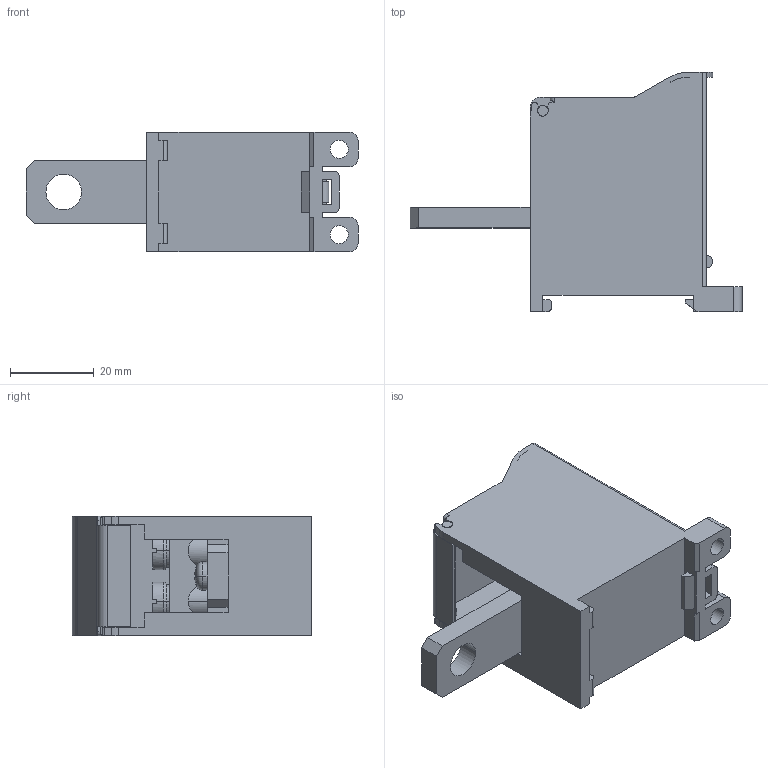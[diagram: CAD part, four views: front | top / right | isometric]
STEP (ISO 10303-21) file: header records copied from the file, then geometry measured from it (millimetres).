
FILE_DESCRIPTION((''),'2;1');
FILE_NAME('5YB576346_ASM','2023-12-04T',('dell'),(''),'PRO/ENGINEER BY PARAMETRIC TECHNOLOGY CORPORATION, 2013230','PRO/ENGINEER BY PARAMETRIC TECHNOLOGY CORPORATION, 2013230','');
FILE_SCHEMA(('AUTOMOTIVE_DESIGN { 1 0 10303 214 1 1 1 1 }'));
Length unit declared in the file: millimetre
Products named in the file (1): 5YB576346_ASM
Bounding box: 79.2 x 57.2 x 28.5 mm (x, y, z)
Volume: 48.8 mm3; surface area: 19456.4 mm2
Topology: 3 solids, 4 shells, 317 faces, 932 edges, 617 vertices
Faces by surface type: plane 163, cylinder 128, cone 10, torus 8, sphere 6, bspline 2
Entity records: 12717 total; most frequent: CARTESIAN_POINT 2621, ORIENTED_EDGE 1854, DIRECTION 1801, EDGE_CURVE 927, AXIS2_PLACEMENT_3D 621, VERTEX_POINT 618, VECTOR 559, LINE 559
